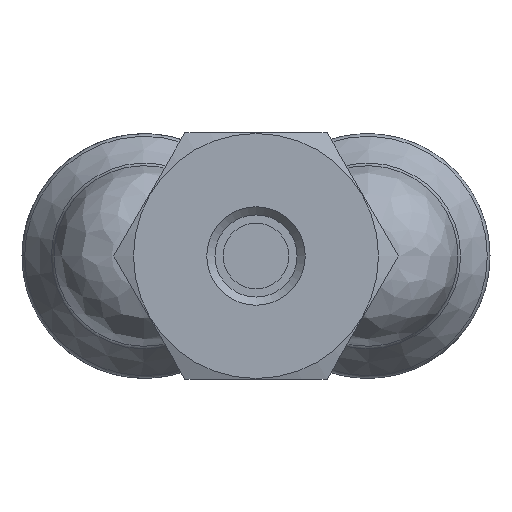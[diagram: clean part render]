
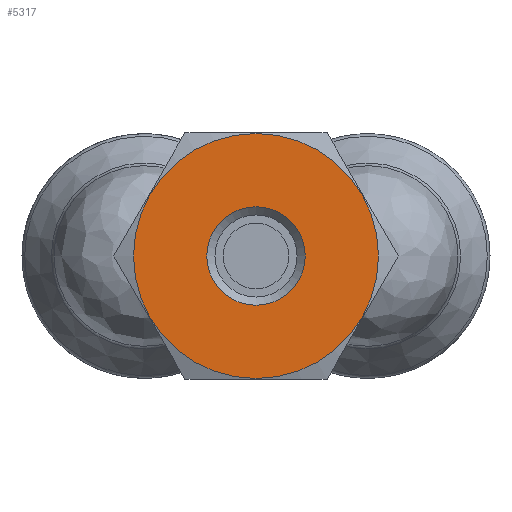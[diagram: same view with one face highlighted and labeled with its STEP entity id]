
A CAD part, front view. The second image highlights one B-rep face of the part: STEP entity #5317.
In plain terms, the highlighted face is planar.
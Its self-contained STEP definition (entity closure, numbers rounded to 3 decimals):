
#5266=CARTESIAN_POINT('',(-19.6,3.,0.));
#5267=VERTEX_POINT('',#5266);
#5268=CARTESIAN_POINT('',(-19.6,0.,0.0));
#5269=DIRECTION('',(-1.0,0.0,0.0));
#5270=DIRECTION('',(0.0,-1.0,0.0));
#5271=AXIS2_PLACEMENT_3D('',#5268,#5269,#5270);
#5272=CIRCLE('',#5271,3.);
#5273=EDGE_CURVE('',#5267,#5267,#5272,.T.);
#5298=CARTESIAN_POINT('',(-19.6,3.75,0.0));
#5299=DIRECTION('',(-1.0,0.0,0.0));
#5300=DIRECTION('',(0.0,0.0,1.0));
#5301=AXIS2_PLACEMENT_3D('',#5298,#5299,#5300);
#5302=PLANE('',#5301);
#5303=CARTESIAN_POINT('',(-19.6,7.46,0.0));
#5304=VERTEX_POINT('',#5303);
#5305=CARTESIAN_POINT('',(-19.6,0.,0.0));
#5306=DIRECTION('',(-1.0,0.0,0.0));
#5307=DIRECTION('',(0.0,1.0,0.0));
#5308=AXIS2_PLACEMENT_3D('',#5305,#5306,#5307);
#5309=CIRCLE('',#5308,7.46);
#5310=EDGE_CURVE('',#5304,#5304,#5309,.T.);
#5311=ORIENTED_EDGE('',*,*,#5310,.T.);
#5312=EDGE_LOOP('',(#5311));
#5313=FACE_OUTER_BOUND('',#5312,.T.);
#5314=ORIENTED_EDGE('',*,*,#5273,.F.);
#5315=EDGE_LOOP('',(#5314));
#5316=FACE_BOUND('',#5315,.T.);
#5317=ADVANCED_FACE('',(#5313,#5316),#5302,.T.);
